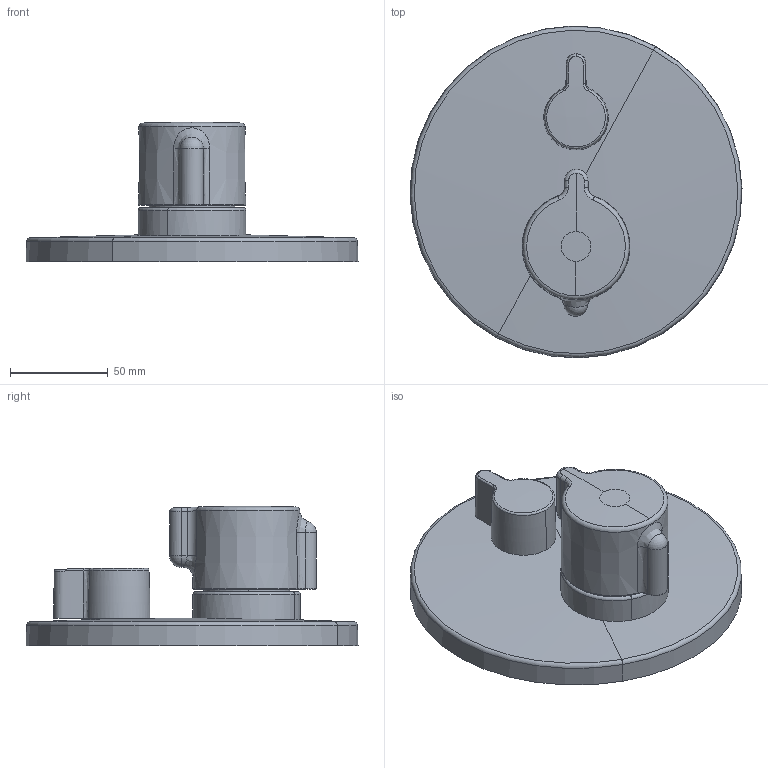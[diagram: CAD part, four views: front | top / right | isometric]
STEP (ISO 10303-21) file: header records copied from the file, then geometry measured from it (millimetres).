
FILE_DESCRIPTION (( 'STEP AP203' ), '1' );
FILE_NAME ('88619085.STEP', '2019-06-05T06:38:09', ( '' ), ( '' ), 'SwSTEP 2.0', 'SolidWorks 2016', '' );
FILE_SCHEMA (( 'CONFIG_CONTROL_DESIGN' ));
Length unit declared in the file: millimetre
Products named in the file (1): 88619085
Bounding box: 169.98 x 169.98 x 71.28 mm (x, y, z)
Volume: 461889.8 mm3; surface area: 67733 mm2
Topology: 1 solids, 1 shells, 60 faces, 137 edges, 83 vertices
Faces by surface type: bspline 20, torus 12, cylinder 11, plane 7, sphere 6, cone 4
Entity records: 4102 total; most frequent: CARTESIAN_POINT 2830, ORIENTED_EDGE 274, DIRECTION 215, EDGE_CURVE 137, AXIS2_PLACEMENT_3D 101, VERTEX_POINT 83, EDGE_LOOP 64, B_SPLINE_CURVE_WITH_KNOTS 63
